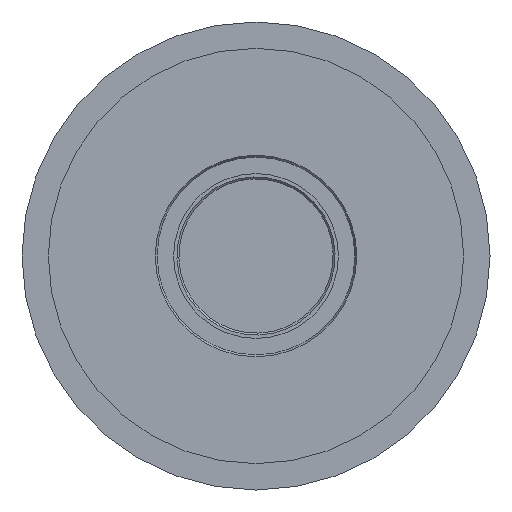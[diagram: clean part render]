
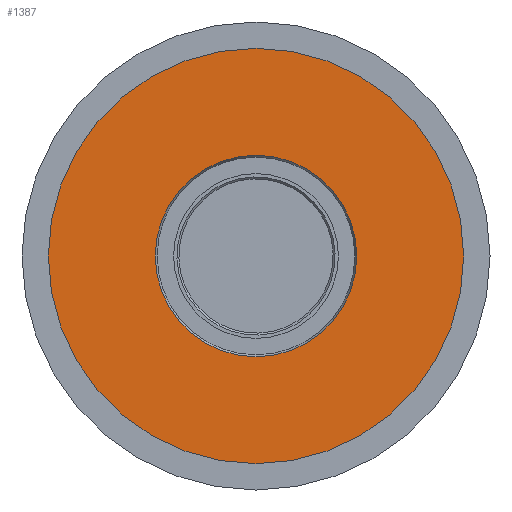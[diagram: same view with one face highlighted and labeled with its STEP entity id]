
A CAD part, left-side view. The second image highlights one B-rep face of the part: STEP entity #1387.
In plain terms, the highlighted planar face has unit normal (-1, 0, 0).
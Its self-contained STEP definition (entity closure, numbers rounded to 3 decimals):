
#1160=CARTESIAN_POINT('',(-11.5,15.289,0.0));
#1161=VERTEX_POINT('',#1160);
#1162=CARTESIAN_POINT('',(-11.5,0.0,0.0));
#1163=DIRECTION('',(1.0,0.0,0.0));
#1164=DIRECTION('',(0.0,1.0,0.0));
#1165=AXIS2_PLACEMENT_3D('',#1162,#1163,#1164);
#1166=CIRCLE('',#1165,15.289);
#1167=EDGE_CURVE('',#1161,#1161,#1166,.T.);
#1364=CARTESIAN_POINT('',(-11.5,31.5,0.0));
#1365=VERTEX_POINT('',#1364);
#1366=CARTESIAN_POINT('',(-11.5,0.0,0.0));
#1367=DIRECTION('',(1.0,0.0,0.0));
#1368=DIRECTION('',(0.0,1.0,0.0));
#1369=AXIS2_PLACEMENT_3D('',#1366,#1367,#1368);
#1370=CIRCLE('',#1369,31.5);
#1371=EDGE_CURVE('',#1365,#1365,#1370,.T.);
#1376=CARTESIAN_POINT('',(-11.5,23.394,0.0));
#1377=DIRECTION('',(-1.0,0.0,0.0));
#1378=DIRECTION('',(0.0,0.0,1.0));
#1379=AXIS2_PLACEMENT_3D('',#1376,#1377,#1378);
#1380=PLANE('',#1379);
#1381=ORIENTED_EDGE('',*,*,#1371,.F.);
#1382=EDGE_LOOP('',(#1381));
#1383=FACE_OUTER_BOUND('',#1382,.T.);
#1384=ORIENTED_EDGE('',*,*,#1167,.T.);
#1385=EDGE_LOOP('',(#1384));
#1386=FACE_BOUND('',#1385,.T.);
#1387=ADVANCED_FACE('',(#1383,#1386),#1380,.T.);
